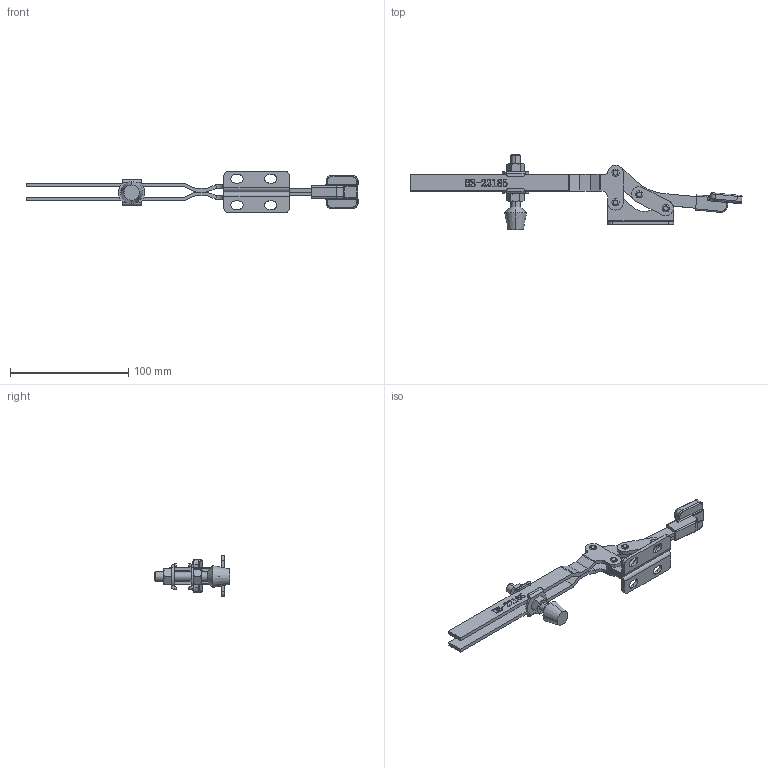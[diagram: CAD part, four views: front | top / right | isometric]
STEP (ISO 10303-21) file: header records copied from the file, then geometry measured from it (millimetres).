
FILE_DESCRIPTION (( 'STEP AP203' ), '1' );
FILE_NAME ('HS-22185 .STEP', '2023-05-18T06:37:23', ( '微软用户' ), ( '微软中国' ), 'SwSTEP 2.0', 'SolidWorks 2012', '' );
FILE_SCHEMA (( 'CONFIG_CONTROL_DESIGN' ));
Length unit declared in the file: millimetre
Products named in the file (13): HS-22185 ; 揤參2; hex nuts 1-fine pitch-grades ab gb_GB_FASTENER_NUT_SNAB1XY M8X1-N; FW-516; hexagon head bolts-full thread gb_GB_FASTENER_BOLT_STBAB A M8X55-N; 揤輸; 揤參; 种; 忒梟; 忒參; 蟀裝; 菁釱酘; 菁釱衵
Assembly tree (17 placements, depth 2):
  HS-22185 
    菁釱衵
    菁釱酘
    蟀裝  x2
    忒參
    忒梟
    种  x4
    揤輸
    hexagon head bolts-full thread gb_GB_FASTENER_BOLT_STBAB A M8X55-N
    FW-516  x2
    hex nuts 1-fine pitch-grades ab gb_GB_FASTENER_NUT_SNAB1XY M8X1-N  x2
    揤參2
  揤參
Bounding box: 280.27 x 63.45 x 34.9 mm (x, y, z)
Volume: 51843.5 mm3; surface area: 40382 mm2
Topology: 19 solids, 19 shells, 764 faces, 1978 edges, 1280 vertices
Faces by surface type: plane 384, cylinder 158, bspline 152, torus 38, cone 30, sphere 2
Entity records: 29983 total; most frequent: CARTESIAN_POINT 12432, ORIENTED_EDGE 3578, DIRECTION 2873, EDGE_CURVE 1789, VERTEX_POINT 1162, LINE 1111, VECTOR 1111, AXIS2_PLACEMENT_3D 881
